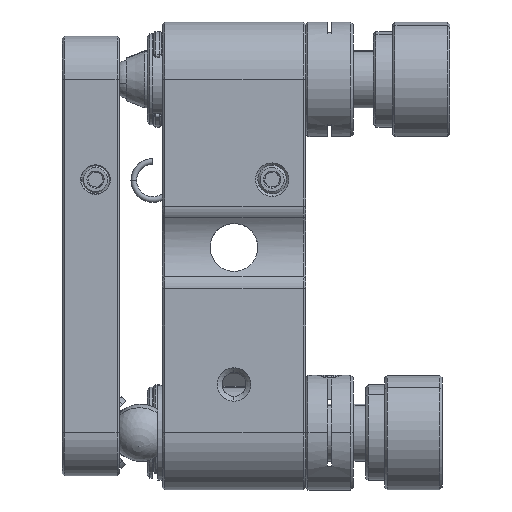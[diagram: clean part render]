
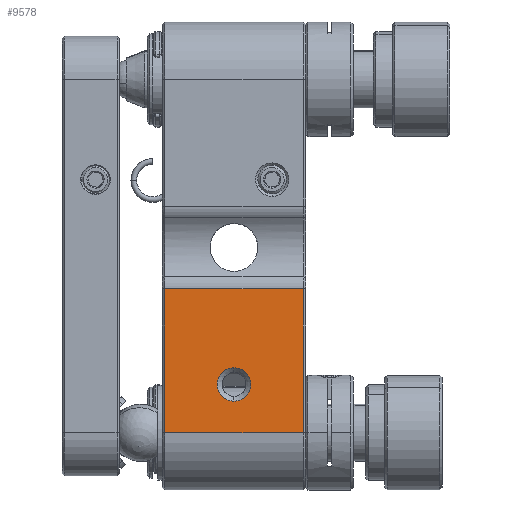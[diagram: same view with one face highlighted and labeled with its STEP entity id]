
A CAD part, front view. The second image highlights one B-rep face of the part: STEP entity #9578.
In plain terms, the highlighted planar face has unit normal (0, -1, 0).
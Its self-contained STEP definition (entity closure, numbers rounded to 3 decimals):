
#1073 = ORIENTED_EDGE ( 'NONE', *, *, #16704, .T. ) ;
#1284 = AXIS2_PLACEMENT_3D ( 'NONE', #13140, #22293, #19345 ) ;
#1620 = CARTESIAN_POINT ( 'NONE',  ( 0., -24.5, -11.7 ) ) ;
#1978 = FACE_OUTER_BOUND ( 'NONE', #18222, .T. ) ;
#2090 = EDGE_CURVE ( 'NONE', #15092, #12876, #19858, .T. ) ;
#2129 = DIRECTION ( 'NONE',  ( 0., -1., 0. ) ) ;
#2986 = ORIENTED_EDGE ( 'NONE', *, *, #24193, .T. ) ;
#3828 = VERTEX_POINT ( 'NONE', #11732 ) ;
#3845 = VERTEX_POINT ( 'NONE', #18761 ) ;
#4071 = VECTOR ( 'NONE', #4552, 1000. ) ;
#4468 = ORIENTED_EDGE ( 'NONE', *, *, #2090, .F. ) ;
#4516 = CARTESIAN_POINT ( 'NONE',  ( 0., -24.5, -13.45 ) ) ;
#4552 = DIRECTION ( 'NONE',  ( 0., 0., -1. ) ) ;
#5401 = EDGE_CURVE ( 'NONE', #12876, #15092, #24424, .T. ) ;
#6767 = CARTESIAN_POINT ( 'NONE',  ( 7.25, -24.5, -3.43 ) ) ;
#7056 = CARTESIAN_POINT ( 'NONE',  ( -7.5, -24.5, -3.43 ) ) ;
#8938 = DIRECTION ( 'NONE',  ( 0., 0., -1. ) ) ;
#9001 = VECTOR ( 'NONE', #11521, 1000. ) ;
#9110 = DIRECTION ( 'NONE',  ( 0., 0., -1. ) ) ;
#9578 = ADVANCED_FACE ( 'NONE', ( #26797, #1978 ), #26111, .F. ) ;
#11054 = EDGE_CURVE ( 'NONE', #18877, #28788, #18385, .T. ) ;
#11521 = DIRECTION ( 'NONE',  ( 1., 0., 0. ) ) ;
#11558 = CARTESIAN_POINT ( 'NONE',  ( -7.25, -24.5, 24.5 ) ) ;
#11732 = CARTESIAN_POINT ( 'NONE',  ( 7.25, -24.5, -3.43 ) ) ;
#12233 = AXIS2_PLACEMENT_3D ( 'NONE', #4516, #15371, #8938 ) ;
#12876 = VERTEX_POINT ( 'NONE', #1620 ) ;
#13140 = CARTESIAN_POINT ( 'NONE',  ( 7.5, -24.5, 24.5 ) ) ;
#15092 = VERTEX_POINT ( 'NONE', #26768 ) ;
#15371 = DIRECTION ( 'NONE',  ( 0., -1., 0. ) ) ;
#15597 = ORIENTED_EDGE ( 'NONE', *, *, #16838, .T. ) ;
#16704 = EDGE_CURVE ( 'NONE', #28788, #3828, #20233, .T. ) ;
#16838 = EDGE_CURVE ( 'NONE', #3828, #3845, #20695, .T. ) ;
#16969 = VECTOR ( 'NONE', #18123, 1000. ) ;
#18123 = DIRECTION ( 'NONE',  ( 0., 0., 1. ) ) ;
#18222 = EDGE_LOOP ( 'NONE', ( #15597, #2986, #20588, #1073 ) ) ;
#18385 = LINE ( 'NONE', #23191, #9001 ) ;
#18587 = DIRECTION ( 'NONE',  ( -1., 0., 0. ) ) ;
#18761 = CARTESIAN_POINT ( 'NONE',  ( -7.25, -24.5, -3.43 ) ) ;
#18877 = VERTEX_POINT ( 'NONE', #19112 ) ;
#19112 = CARTESIAN_POINT ( 'NONE',  ( -7.25, -24.5, -18.5 ) ) ;
#19345 = DIRECTION ( 'NONE',  ( 0., 0., 1. ) ) ;
#19858 = CIRCLE ( 'NONE', #12233, 1.75 ) ;
#20233 = LINE ( 'NONE', #6767, #16969 ) ;
#20486 = CARTESIAN_POINT ( 'NONE',  ( 0., -24.5, -13.45 ) ) ;
#20588 = ORIENTED_EDGE ( 'NONE', *, *, #11054, .T. ) ;
#20695 = LINE ( 'NONE', #7056, #23449 ) ;
#21231 = ORIENTED_EDGE ( 'NONE', *, *, #5401, .F. ) ;
#22095 = EDGE_LOOP ( 'NONE', ( #4468, #21231 ) ) ;
#22293 = DIRECTION ( 'NONE',  ( 0., 1., 0. ) ) ;
#23191 = CARTESIAN_POINT ( 'NONE',  ( 7.5, -24.5, -18.5 ) ) ;
#23449 = VECTOR ( 'NONE', #18587, 1000. ) ;
#24193 = EDGE_CURVE ( 'NONE', #3845, #18877, #27422, .T. ) ;
#24424 = CIRCLE ( 'NONE', #28693, 1.75 ) ;
#25133 = CARTESIAN_POINT ( 'NONE',  ( 7.25, -24.5, -18.5 ) ) ;
#26111 = PLANE ( 'NONE',  #1284 ) ;
#26768 = CARTESIAN_POINT ( 'NONE',  ( 0., -24.5, -15.2 ) ) ;
#26797 = FACE_BOUND ( 'NONE', #22095, .T. ) ;
#27422 = LINE ( 'NONE', #11558, #4071 ) ;
#28693 = AXIS2_PLACEMENT_3D ( 'NONE', #20486, #2129, #9110 ) ;
#28788 = VERTEX_POINT ( 'NONE', #25133 ) ;
